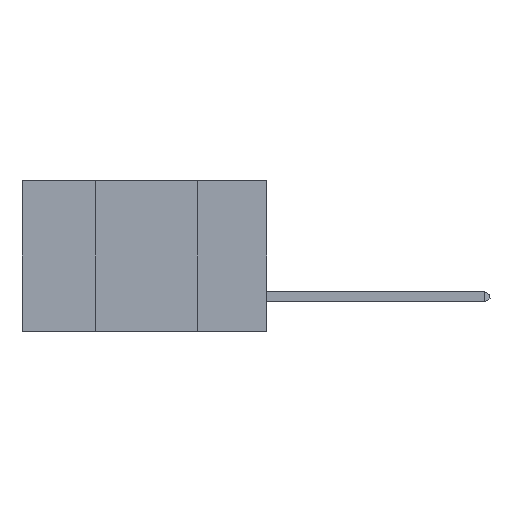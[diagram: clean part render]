
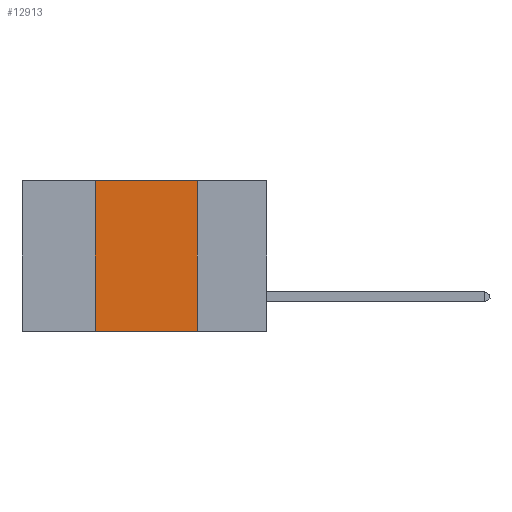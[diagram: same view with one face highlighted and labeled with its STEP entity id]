
A CAD part, left-side view. The second image highlights one B-rep face of the part: STEP entity #12913.
In plain terms, the highlighted planar face has unit normal (-1, 0, 0).
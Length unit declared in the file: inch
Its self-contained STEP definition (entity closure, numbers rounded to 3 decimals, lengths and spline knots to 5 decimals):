
#153 = ORIENTED_EDGE ( 'NONE', *, *, #20500, .F. ) ;
#338 = AXIS2_PLACEMENT_3D ( 'NONE', #21348, #3669, #17494 ) ;
#1265 = CARTESIAN_POINT ( 'NONE',  ( 0., 0.42, 0. ) ) ;
#2923 = VECTOR ( 'NONE', #9199, 39.37008 ) ;
#3012 = VERTEX_POINT ( 'NONE', #19337 ) ;
#3669 = DIRECTION ( 'NONE',  ( 1., 0., 0. ) ) ;
#5520 = EDGE_CURVE ( 'NONE', #18029, #3012, #22968, .T. ) ;
#5848 = EDGE_CURVE ( 'NONE', #15126, #14482, #24796, .T. ) ;
#6391 = ORIENTED_EDGE ( 'NONE', *, *, #5848, .F. ) ;
#6496 = DIRECTION ( 'NONE',  ( 0., 0., -1. ) ) ;
#7267 = VECTOR ( 'NONE', #13764, 39.37008 ) ;
#8774 = ORIENTED_EDGE ( 'NONE', *, *, #5520, .T. ) ;
#9199 = DIRECTION ( 'NONE',  ( 0., 0., 1. ) ) ;
#9676 = VECTOR ( 'NONE', #6496, 39.37008 ) ;
#10935 = DIRECTION ( 'NONE',  ( 0., -1., 0. ) ) ;
#11457 = CARTESIAN_POINT ( 'NONE',  ( 0., 0.42, 0. ) ) ;
#11540 = PLANE ( 'NONE',  #338 ) ;
#11867 = ORIENTED_EDGE ( 'NONE', *, *, #17620, .F. ) ;
#12416 = FACE_OUTER_BOUND ( 'NONE', #12603, .T. ) ;
#12603 = EDGE_LOOP ( 'NONE', ( #153, #6391, #11867, #8774 ) ) ;
#12913 = ADVANCED_FACE ( 'NONE', ( #12416 ), #11540, .F. ) ;
#13764 = DIRECTION ( 'NONE',  ( 0., -1., 0. ) ) ;
#14029 = LINE ( 'NONE', #1265, #2923 ) ;
#14394 = CARTESIAN_POINT ( 'NONE',  ( 0., 0.17, 0. ) ) ;
#14482 = VERTEX_POINT ( 'NONE', #14394 ) ;
#15126 = VERTEX_POINT ( 'NONE', #11457 ) ;
#16101 = CARTESIAN_POINT ( 'NONE',  ( 0., 0.42, -0.37 ) ) ;
#16332 = CARTESIAN_POINT ( 'NONE',  ( 0., 0.17, 0. ) ) ;
#17237 = CARTESIAN_POINT ( 'NONE',  ( 0., 0.6, -0.37 ) ) ;
#17272 = CARTESIAN_POINT ( 'NONE',  ( 0., 0.6, 0. ) ) ;
#17494 = DIRECTION ( 'NONE',  ( 0., 0., -1. ) ) ;
#17620 = EDGE_CURVE ( 'NONE', #18029, #15126, #14029, .T. ) ;
#18029 = VERTEX_POINT ( 'NONE', #16101 ) ;
#19337 = CARTESIAN_POINT ( 'NONE',  ( 0., 0.17, -0.37 ) ) ;
#19579 = VECTOR ( 'NONE', #10935, 39.37008 ) ;
#20500 = EDGE_CURVE ( 'NONE', #14482, #3012, #25352, .T. ) ;
#21348 = CARTESIAN_POINT ( 'NONE',  ( 0., 0.6, 0. ) ) ;
#22968 = LINE ( 'NONE', #17237, #7267 ) ;
#24796 = LINE ( 'NONE', #17272, #19579 ) ;
#25352 = LINE ( 'NONE', #16332, #9676 ) ;
